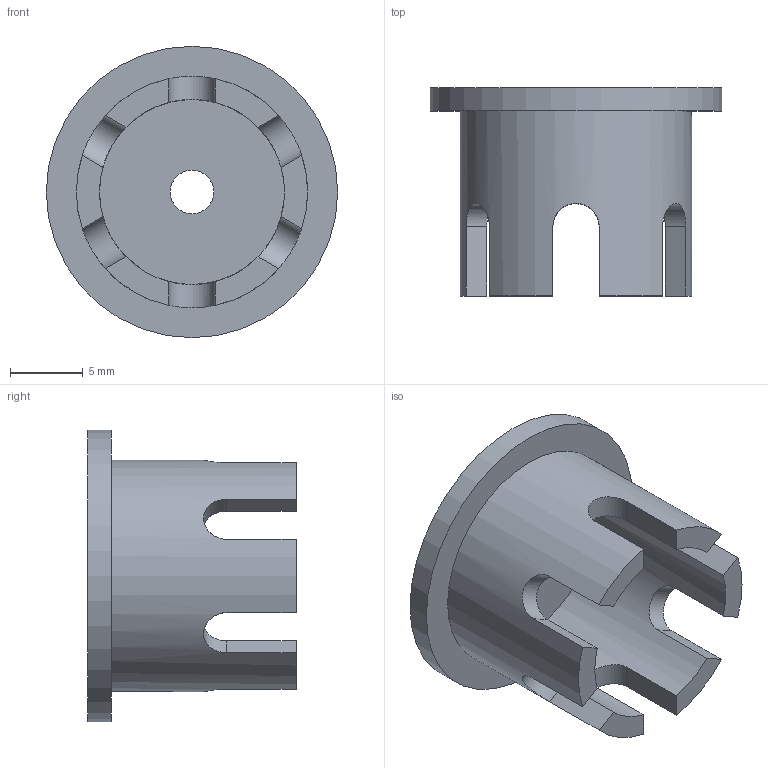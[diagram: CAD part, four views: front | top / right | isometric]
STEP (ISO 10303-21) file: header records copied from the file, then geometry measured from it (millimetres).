
FILE_DESCRIPTION(/* description */ (''),/* implementation_level */ '2;1');
FILE_NAME(/* name */ 'Mini Spin Coater Chuck v2.step',/* time_stamp */ '2016-06-02T13:47:09-07:00',/* author */ (''),/* organization */ (''),/* preprocessor_version */ 'ST-DEVELOPER v16.5',/* originating_system */ 'Autodesk Translation Framework v5.0.0.3310',/* authorisation */ '');
FILE_SCHEMA (('AUTOMOTIVE_DESIGN { 1 0 10303 214 3 1 1 }'));
Length unit declared in the file: centimetre
Products named in the file (1): Mini Spin Coater Chuck v2
Bounding box: 20 x 14.29 x 20 mm (x, y, z)
Volume: 1209.3 mm3; surface area: 1748.8 mm2
Topology: 1 solids, 1 shells, 31 faces, 84 edges, 56 vertices
Faces by surface type: plane 21, cylinder 10
Full cylindrical faces by diameter (mm): 3 x1, 12.7 x1, 15.875 x1, 20 x1
Entity records: 1146 total; most frequent: CARTESIAN_POINT 368, ORIENTED_EDGE 156, DIRECTION 148, EDGE_CURVE 78, VERTEX_POINT 54, AXIS2_PLACEMENT_3D 50, LINE 48, VECTOR 48
